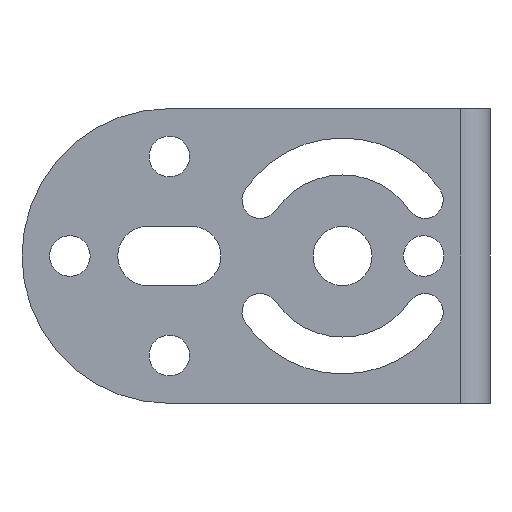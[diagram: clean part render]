
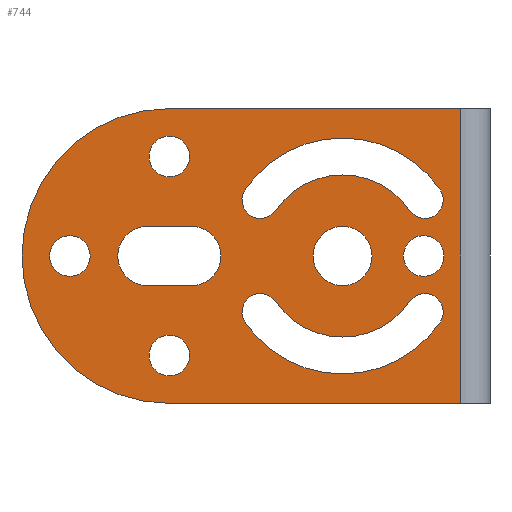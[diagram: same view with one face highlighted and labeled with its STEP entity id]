
A CAD part, left-side view. The second image highlights one B-rep face of the part: STEP entity #744.
In plain terms, the highlighted planar face has unit normal (-1, 0, 0).
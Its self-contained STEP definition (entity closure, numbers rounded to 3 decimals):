
#6=DIRECTION('',(0.,0.,-1.));
#7=VECTOR('',#6,40.);
#8=CARTESIAN_POINT('',(0.,4.,20.));
#9=LINE('',#8,#7);
#10=CARTESIAN_POINT('',(0.,43.5,13.5));
#11=DIRECTION('',(1.,0.,0.));
#12=DIRECTION('',(0.,0.,-1.));
#13=AXIS2_PLACEMENT_3D('',#10,#11,#12);
#15=CARTESIAN_POINT('',(0.,43.5,13.5));
#16=DIRECTION('',(1.,0.,0.));
#17=DIRECTION('',(0.,0.,1.));
#18=AXIS2_PLACEMENT_3D('',#15,#16,#17);
#20=CARTESIAN_POINT('',(0.,43.5,-13.5));
#21=DIRECTION('',(1.,0.,0.));
#22=DIRECTION('',(0.,0.,-1.));
#23=AXIS2_PLACEMENT_3D('',#20,#21,#22);
#25=CARTESIAN_POINT('',(0.,43.5,-13.5));
#26=DIRECTION('',(1.,0.,0.));
#27=DIRECTION('',(0.,0.,1.));
#28=AXIS2_PLACEMENT_3D('',#25,#26,#27);
#30=DIRECTION('',(0.,-1.,0.));
#31=VECTOR('',#30,6.);
#32=CARTESIAN_POINT('',(0.,46.5,-4.));
#33=LINE('',#32,#31);
#34=CARTESIAN_POINT('',(0.,40.5,0.));
#35=DIRECTION('',(1.,0.,0.));
#36=DIRECTION('',(0.,0.,1.));
#37=AXIS2_PLACEMENT_3D('',#34,#35,#36);
#39=DIRECTION('',(0.,1.,0.));
#40=VECTOR('',#39,6.);
#41=CARTESIAN_POINT('',(0.,40.5,4.));
#42=LINE('',#41,#40);
#43=CARTESIAN_POINT('',(0.,46.5,0.));
#44=DIRECTION('',(1.,0.,0.));
#45=DIRECTION('',(0.,0.,-1.));
#46=AXIS2_PLACEMENT_3D('',#43,#44,#45);
#48=CARTESIAN_POINT('',(0.,57.,0.));
#49=DIRECTION('',(1.,0.,0.));
#50=DIRECTION('',(0.,0.,-1.));
#51=AXIS2_PLACEMENT_3D('',#48,#49,#50);
#53=CARTESIAN_POINT('',(0.,57.,0.));
#54=DIRECTION('',(1.,0.,0.));
#55=DIRECTION('',(0.,0.,1.));
#56=AXIS2_PLACEMENT_3D('',#53,#54,#55);
#58=CARTESIAN_POINT('',(0.,9.,0.));
#59=DIRECTION('',(1.,0.,0.));
#60=DIRECTION('',(0.,0.,-1.));
#61=AXIS2_PLACEMENT_3D('',#58,#59,#60);
#63=CARTESIAN_POINT('',(0.,9.,0.));
#64=DIRECTION('',(1.,0.,0.));
#65=DIRECTION('',(0.,0.,1.));
#66=AXIS2_PLACEMENT_3D('',#63,#64,#65);
#68=CARTESIAN_POINT('',(0.,20.,0.));
#69=DIRECTION('',(-1.,0.,0.));
#70=DIRECTION('',(0.,-1.,0.));
#71=AXIS2_PLACEMENT_3D('',#68,#69,#70);
#73=CARTESIAN_POINT('',(0.,20.,0.));
#74=DIRECTION('',(-1.,0.,0.));
#75=DIRECTION('',(0.,1.,0.));
#76=AXIS2_PLACEMENT_3D('',#73,#74,#75);
#78=CARTESIAN_POINT('',(0.,20.,0.));
#79=DIRECTION('',(-1.,0.,0.));
#80=DIRECTION('',(0.,0.826,-0.563));
#81=AXIS2_PLACEMENT_3D('',#78,#79,#80);
#83=CARTESIAN_POINT('',(0.,8.842,-7.6));
#84=DIRECTION('',(-1.,0.,0.));
#85=DIRECTION('',(0.,-0.826,-0.563));
#86=AXIS2_PLACEMENT_3D('',#83,#84,#85);
#88=CARTESIAN_POINT('',(0.,20.,0.));
#89=DIRECTION('',(-1.,0.,0.));
#90=DIRECTION('',(0.,0.826,-0.563));
#91=AXIS2_PLACEMENT_3D('',#88,#89,#90);
#93=CARTESIAN_POINT('',(0.,31.158,-7.6));
#94=DIRECTION('',(-1.,0.,0.));
#95=DIRECTION('',(0.,-0.826,0.563));
#96=AXIS2_PLACEMENT_3D('',#93,#94,#95);
#98=CARTESIAN_POINT('',(0.,20.,0.));
#99=DIRECTION('',(-1.,0.,0.));
#100=DIRECTION('',(0.,-0.826,0.563));
#101=AXIS2_PLACEMENT_3D('',#98,#99,#100);
#103=CARTESIAN_POINT('',(0.,8.842,7.6));
#104=DIRECTION('',(-1.,0.,0.));
#105=DIRECTION('',(0.,0.826,-0.563));
#106=AXIS2_PLACEMENT_3D('',#103,#104,#105);
#108=CARTESIAN_POINT('',(0.,20.,0.));
#109=DIRECTION('',(-1.,0.,0.));
#110=DIRECTION('',(0.,-0.826,0.563));
#111=AXIS2_PLACEMENT_3D('',#108,#109,#110);
#113=CARTESIAN_POINT('',(0.,31.158,7.6));
#114=DIRECTION('',(-1.,0.,0.));
#115=DIRECTION('',(0.,0.826,0.563));
#116=AXIS2_PLACEMENT_3D('',#113,#114,#115);
#122=CARTESIAN_POINT('',(0.,43.5,0.));
#123=DIRECTION('',(-1.,0.,0.));
#124=DIRECTION('',(0.,0.,1.));
#125=AXIS2_PLACEMENT_3D('',#122,#123,#124);
#140=DIRECTION('',(0.,1.,0.));
#141=VECTOR('',#140,39.5);
#142=CARTESIAN_POINT('',(0.,4.,20.));
#143=LINE('',#142,#141);
#260=DIRECTION('',(0.,-1.,0.));
#261=VECTOR('',#260,39.5);
#262=CARTESIAN_POINT('',(0.,43.5,-20.));
#263=LINE('',#262,#261);
#510=CARTESIAN_POINT('',(0.,4.,20.));
#511=CARTESIAN_POINT('',(0.,4.,-20.));
#512=VERTEX_POINT('',#510);
#513=VERTEX_POINT('',#511);
#558=CARTESIAN_POINT('',(0.,16.,0.));
#559=CARTESIAN_POINT('',(0.,24.,0.));
#560=VERTEX_POINT('',#558);
#561=VERTEX_POINT('',#559);
#562=CARTESIAN_POINT('',(0.,33.224,-9.007));
#563=CARTESIAN_POINT('',(0.,6.776,-9.007));
#564=VERTEX_POINT('',#562);
#565=VERTEX_POINT('',#563);
#566=CARTESIAN_POINT('',(0.,29.091,-6.193));
#567=CARTESIAN_POINT('',(0.,10.909,-6.193));
#568=VERTEX_POINT('',#566);
#569=VERTEX_POINT('',#567);
#570=CARTESIAN_POINT('',(0.,10.909,6.193));
#571=CARTESIAN_POINT('',(0.,29.091,6.193));
#572=VERTEX_POINT('',#570);
#573=VERTEX_POINT('',#571);
#574=CARTESIAN_POINT('',(0.,6.776,9.007));
#575=CARTESIAN_POINT('',(0.,33.224,9.007));
#576=VERTEX_POINT('',#574);
#577=VERTEX_POINT('',#575);
#598=CARTESIAN_POINT('',(0.,9.,-2.75));
#599=CARTESIAN_POINT('',(0.,9.,2.75));
#600=VERTEX_POINT('',#598);
#601=VERTEX_POINT('',#599);
#606=CARTESIAN_POINT('',(0.,57.,-2.75));
#607=CARTESIAN_POINT('',(0.,57.,2.75));
#608=VERTEX_POINT('',#606);
#609=VERTEX_POINT('',#607);
#610=CARTESIAN_POINT('',(0.,46.5,-4.));
#611=CARTESIAN_POINT('',(0.,40.5,-4.));
#612=VERTEX_POINT('',#610);
#613=VERTEX_POINT('',#611);
#614=CARTESIAN_POINT('',(0.,40.5,4.));
#615=VERTEX_POINT('',#614);
#616=CARTESIAN_POINT('',(0.,46.5,4.));
#617=VERTEX_POINT('',#616);
#630=CARTESIAN_POINT('',(0.,43.5,-16.25));
#631=CARTESIAN_POINT('',(0.,43.5,-10.75));
#632=VERTEX_POINT('',#630);
#633=VERTEX_POINT('',#631);
#634=CARTESIAN_POINT('',(0.,43.5,10.75));
#635=CARTESIAN_POINT('',(0.,43.5,16.25));
#636=VERTEX_POINT('',#634);
#637=VERTEX_POINT('',#635);
#650=CARTESIAN_POINT('',(0.,43.5,20.));
#651=CARTESIAN_POINT('',(0.,43.5,-20.));
#652=VERTEX_POINT('',#650);
#653=VERTEX_POINT('',#651);
#670=CARTESIAN_POINT('',(0.,80.,-20.));
#671=DIRECTION('',(-1.,0.,0.));
#672=DIRECTION('',(0.,-1.,0.));
#673=AXIS2_PLACEMENT_3D('',#670,#671,#672);
#674=PLANE('',#673);
#676=ORIENTED_EDGE('',*,*,#675,.F.);
#678=ORIENTED_EDGE('',*,*,#677,.F.);
#680=ORIENTED_EDGE('',*,*,#679,.T.);
#682=ORIENTED_EDGE('',*,*,#681,.F.);
#683=EDGE_LOOP('',(#676,#678,#680,#682));
#684=FACE_OUTER_BOUND('',#683,.F.);
#686=ORIENTED_EDGE('',*,*,#685,.F.);
#687=ORIENTED_EDGE('',*,*,#659,.F.);
#688=EDGE_LOOP('',(#686,#687));
#689=FACE_BOUND('',#688,.F.);
#691=ORIENTED_EDGE('',*,*,#690,.F.);
#693=ORIENTED_EDGE('',*,*,#692,.F.);
#694=EDGE_LOOP('',(#691,#693));
#695=FACE_BOUND('',#694,.F.);
#697=ORIENTED_EDGE('',*,*,#696,.T.);
#699=ORIENTED_EDGE('',*,*,#698,.F.);
#701=ORIENTED_EDGE('',*,*,#700,.T.);
#703=ORIENTED_EDGE('',*,*,#702,.F.);
#704=EDGE_LOOP('',(#697,#699,#701,#703));
#705=FACE_BOUND('',#704,.F.);
#707=ORIENTED_EDGE('',*,*,#706,.F.);
#709=ORIENTED_EDGE('',*,*,#708,.F.);
#710=EDGE_LOOP('',(#707,#709));
#711=FACE_BOUND('',#710,.F.);
#713=ORIENTED_EDGE('',*,*,#712,.F.);
#715=ORIENTED_EDGE('',*,*,#714,.F.);
#716=EDGE_LOOP('',(#713,#715));
#717=FACE_BOUND('',#716,.F.);
#719=ORIENTED_EDGE('',*,*,#718,.T.);
#721=ORIENTED_EDGE('',*,*,#720,.T.);
#722=EDGE_LOOP('',(#719,#721));
#723=FACE_BOUND('',#722,.F.);
#725=ORIENTED_EDGE('',*,*,#724,.T.);
#727=ORIENTED_EDGE('',*,*,#726,.T.);
#729=ORIENTED_EDGE('',*,*,#728,.F.);
#731=ORIENTED_EDGE('',*,*,#730,.T.);
#732=EDGE_LOOP('',(#725,#727,#729,#731));
#733=FACE_BOUND('',#732,.F.);
#735=ORIENTED_EDGE('',*,*,#734,.F.);
#737=ORIENTED_EDGE('',*,*,#736,.T.);
#739=ORIENTED_EDGE('',*,*,#738,.T.);
#741=ORIENTED_EDGE('',*,*,#740,.T.);
#742=EDGE_LOOP('',(#735,#737,#739,#741));
#743=FACE_BOUND('',#742,.F.);
#744=ADVANCED_FACE('',(#684,#689,#695,#705,#711,#717,#723,#733,#743),#674,.T.);
#14=CIRCLE('',#13,2.75);
#19=CIRCLE('',#18,2.75);
#24=CIRCLE('',#23,2.75);
#29=CIRCLE('',#28,2.75);
#38=CIRCLE('',#37,4.);
#47=CIRCLE('',#46,4.);
#52=CIRCLE('',#51,2.75);
#57=CIRCLE('',#56,2.75);
#62=CIRCLE('',#61,2.75);
#67=CIRCLE('',#66,2.75);
#72=CIRCLE('',#71,4.);
#77=CIRCLE('',#76,4.);
#82=CIRCLE('',#81,16.);
#87=CIRCLE('',#86,2.5);
#92=CIRCLE('',#91,11.);
#97=CIRCLE('',#96,2.5);
#102=CIRCLE('',#101,11.);
#107=CIRCLE('',#106,2.5);
#112=CIRCLE('',#111,16.);
#117=CIRCLE('',#116,2.5);
#126=CIRCLE('',#125,20.);
#659=EDGE_CURVE('',#637,#636,#19,.T.);
#675=EDGE_CURVE('',#652,#653,#126,.T.);
#677=EDGE_CURVE('',#512,#652,#143,.T.);
#679=EDGE_CURVE('',#512,#513,#9,.T.);
#681=EDGE_CURVE('',#653,#513,#263,.T.);
#685=EDGE_CURVE('',#636,#637,#14,.T.);
#690=EDGE_CURVE('',#632,#633,#24,.T.);
#692=EDGE_CURVE('',#633,#632,#29,.T.);
#696=EDGE_CURVE('',#612,#613,#33,.T.);
#698=EDGE_CURVE('',#615,#613,#38,.T.);
#700=EDGE_CURVE('',#615,#617,#42,.T.);
#702=EDGE_CURVE('',#612,#617,#47,.T.);
#706=EDGE_CURVE('',#608,#609,#52,.T.);
#708=EDGE_CURVE('',#609,#608,#57,.T.);
#712=EDGE_CURVE('',#600,#601,#62,.T.);
#714=EDGE_CURVE('',#601,#600,#67,.T.);
#718=EDGE_CURVE('',#560,#561,#72,.T.);
#720=EDGE_CURVE('',#561,#560,#77,.T.);
#724=EDGE_CURVE('',#564,#565,#82,.T.);
#726=EDGE_CURVE('',#565,#569,#87,.T.);
#728=EDGE_CURVE('',#568,#569,#92,.T.);
#730=EDGE_CURVE('',#568,#564,#97,.T.);
#734=EDGE_CURVE('',#572,#573,#102,.T.);
#736=EDGE_CURVE('',#572,#576,#107,.T.);
#738=EDGE_CURVE('',#576,#577,#112,.T.);
#740=EDGE_CURVE('',#577,#573,#117,.T.);
